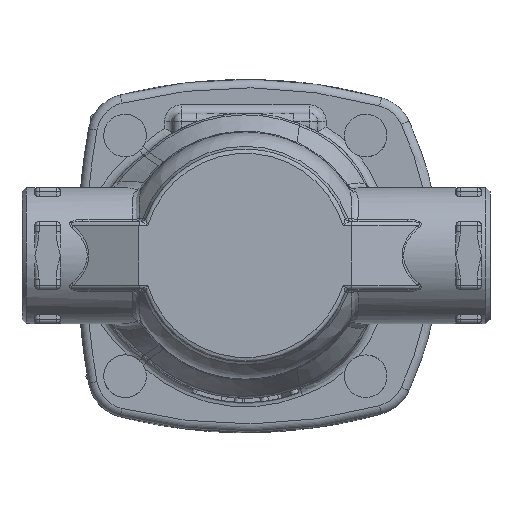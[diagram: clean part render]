
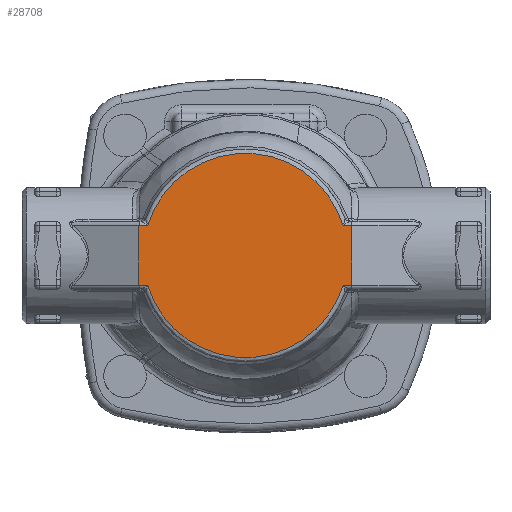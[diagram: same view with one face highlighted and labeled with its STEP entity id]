
A CAD part, top view. The second image highlights one B-rep face of the part: STEP entity #28708.
In plain terms, the highlighted planar face has unit normal (0, 0, 1).
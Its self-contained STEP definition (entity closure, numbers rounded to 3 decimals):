
#24824=CARTESIAN_POINT('',(22.956,-7.,65.0));
#24825=VERTEX_POINT('',#24824);
#26034=CARTESIAN_POINT('',(22.956,7.,65.0));
#26035=VERTEX_POINT('',#26034);
#26081=CARTESIAN_POINT('',(-22.956,7.,65.0));
#26082=VERTEX_POINT('',#26081);
#26097=CARTESIAN_POINT('',(0.,0.0,65.0));
#26098=DIRECTION('',(0.0,0.0,-1.0));
#26099=DIRECTION('',(0.0,1.0,0.0));
#26100=AXIS2_PLACEMENT_3D('',#26097,#26098,#26099);
#26101=CIRCLE('',#26100,24.0);
#26102=EDGE_CURVE('',#26082,#26035,#26101,.T.);
#26914=CARTESIAN_POINT('',(-22.956,-7.,65.0));
#26915=VERTEX_POINT('',#26914);
#26916=CARTESIAN_POINT('',(0.,0.0,65.0));
#26917=DIRECTION('',(0.0,0.0,-1.0));
#26918=DIRECTION('',(0.0,-1.0,0.0));
#26919=AXIS2_PLACEMENT_3D('',#26916,#26917,#26918);
#26920=CIRCLE('',#26919,24.0);
#26921=EDGE_CURVE('',#24825,#26915,#26920,.T.);
#28255=CARTESIAN_POINT('',(-25.0,-7.,65.0));
#28256=VERTEX_POINT('',#28255);
#28299=CARTESIAN_POINT('',(-22.956,-7.,65.0));
#28300=DIRECTION('',(-1.0,0.0,0.0));
#28301=VECTOR('',#28300,2.044);
#28302=LINE('',#28299,#28301);
#28303=EDGE_CURVE('',#26915,#28256,#28302,.T.);
#28629=CARTESIAN_POINT('',(-25.0,7.,65.0));
#28630=VERTEX_POINT('',#28629);
#28638=CARTESIAN_POINT('',(-25.0,7.,65.0));
#28639=DIRECTION('',(1.0,0.0,0.0));
#28640=VECTOR('',#28639,2.044);
#28641=LINE('',#28638,#28640);
#28642=EDGE_CURVE('',#28630,#26082,#28641,.T.);
#28669=CARTESIAN_POINT('',(-12.5,0.0,65.0));
#28670=DIRECTION('',(0.0,0.0,1.0));
#28671=DIRECTION('',(1.0,0.0,0.0));
#28672=AXIS2_PLACEMENT_3D('',#28669,#28670,#28671);
#28673=PLANE('',#28672);
#28674=ORIENTED_EDGE('',*,*,#26102,.F.);
#28675=ORIENTED_EDGE('',*,*,#28642,.F.);
#28676=CARTESIAN_POINT('',(-25.0,7.,65.0));
#28677=DIRECTION('',(0.0,-1.0,0.0));
#28678=VECTOR('',#28677,14.);
#28679=LINE('',#28676,#28678);
#28680=EDGE_CURVE('',#28630,#28256,#28679,.T.);
#28681=ORIENTED_EDGE('',*,*,#28680,.T.);
#28682=ORIENTED_EDGE('',*,*,#28303,.F.);
#28683=ORIENTED_EDGE('',*,*,#26921,.F.);
#28684=CARTESIAN_POINT('',(25.0,-7.,65.0));
#28685=VERTEX_POINT('',#28684);
#28686=CARTESIAN_POINT('',(25.0,-7.,65.0));
#28687=DIRECTION('',(-1.0,0.0,0.0));
#28688=VECTOR('',#28687,2.044);
#28689=LINE('',#28686,#28688);
#28690=EDGE_CURVE('',#28685,#24825,#28689,.T.);
#28691=ORIENTED_EDGE('',*,*,#28690,.F.);
#28692=CARTESIAN_POINT('',(25.0,7.,65.0));
#28693=VERTEX_POINT('',#28692);
#28694=CARTESIAN_POINT('',(25.0,7.,65.0));
#28695=DIRECTION('',(0.0,-1.0,0.0));
#28696=VECTOR('',#28695,14.);
#28697=LINE('',#28694,#28696);
#28698=EDGE_CURVE('',#28693,#28685,#28697,.T.);
#28699=ORIENTED_EDGE('',*,*,#28698,.F.);
#28700=CARTESIAN_POINT('',(22.956,7.,65.0));
#28701=DIRECTION('',(1.0,0.0,0.0));
#28702=VECTOR('',#28701,2.044);
#28703=LINE('',#28700,#28702);
#28704=EDGE_CURVE('',#26035,#28693,#28703,.T.);
#28705=ORIENTED_EDGE('',*,*,#28704,.F.);
#28706=EDGE_LOOP('',(#28674,#28675,#28681,#28682,#28683,#28691,#28699,#28705));
#28707=FACE_OUTER_BOUND('',#28706,.T.);
#28708=ADVANCED_FACE('',(#28707),#28673,.T.);
